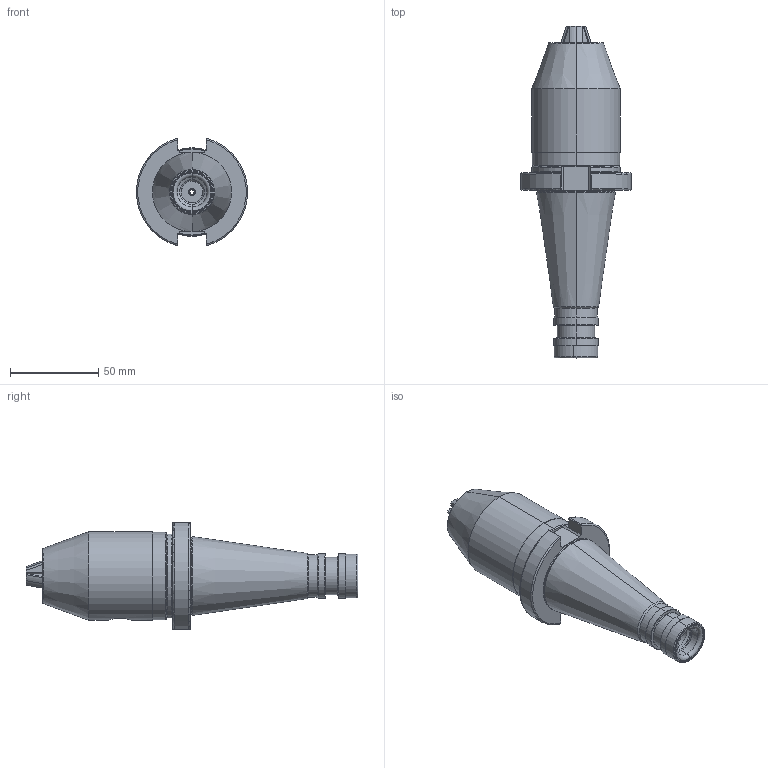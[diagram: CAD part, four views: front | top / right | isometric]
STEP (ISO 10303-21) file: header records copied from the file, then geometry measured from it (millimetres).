
FILE_DESCRIPTION (( 'STEP AP214' ), '1' );
FILE_NAME ('BF2NTF0941001A.STEP', '2020-03-25T03:37:50', ( '' ), ( '' ), 'SwSTEP 2.0', 'SolidWorks 2017', '' );
FILE_SCHEMA (( 'AUTOMOTIVE_DESIGN' ));
Length unit declared in the file: millimetre
Products named in the file (14): BB13313050001A-; BB13313080001A; BB2NT01030004A; BB13313090001A; KR02-9096; BB13313010001A-; BB13313030001A; BB13313020101A; 1331402D------; BF2NTF0941001A; BB13313060101A-; C4902-A01; BB13316040001A; SB01-8001
Assembly tree (15 placements, depth 3):
  BF2NTF0941001A
    1331402D------
      BB13313010001A-
      BB13313020101A
      BB13316040001A
      BB13313090001A
      BB13313050001A-
      BB13313060101A-
      BB13313080001A
      SB01-8001
      KR02-9096
      BB13313030001A  x3
    C4902-A01
    BB2NT01030004A
Bounding box: 62.76 x 187.83 x 60.65 mm (x, y, z)
Volume: 198202.3 mm3; surface area: 74761.7 mm2
Topology: 14 solids, 14 shells, 1036 faces, 2759 edges, 1745 vertices
Faces by surface type: cylinder 369, plane 302, cone 240, torus 115, bspline 10
Entity records: 39408 total; most frequent: CARTESIAN_POINT 15488, ORIENTED_EDGE 5238, DIRECTION 4347, EDGE_CURVE 2619, AXIS2_PLACEMENT_3D 1802, VERTEX_POINT 1667, EDGE_LOOP 1040, ADVANCED_FACE 988
